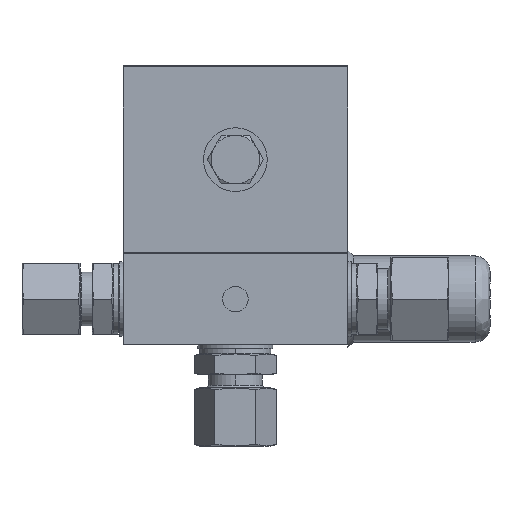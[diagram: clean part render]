
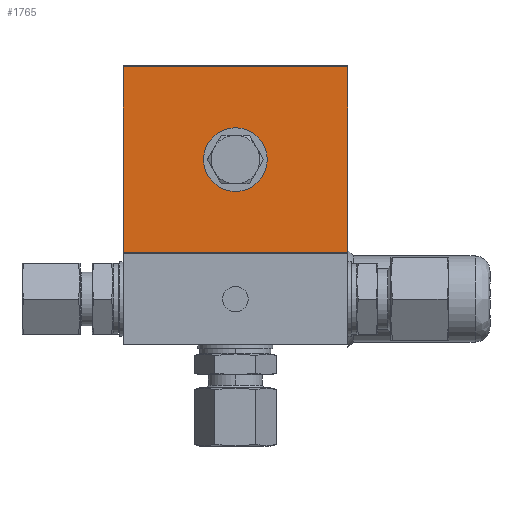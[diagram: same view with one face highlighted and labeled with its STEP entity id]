
A CAD part, front view. The second image highlights one B-rep face of the part: STEP entity #1765.
In plain terms, the highlighted planar face has unit normal (0, -1, 0).
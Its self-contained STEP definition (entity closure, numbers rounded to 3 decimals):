
#206 = ORIENTED_EDGE ( 'NONE', *, *, #2710, .T. ) ;
#308 = CIRCLE ( 'NONE', #10631, 8.5 ) ;
#345 = DIRECTION ( 'NONE',  ( 0., 0., -1. ) ) ;
#500 = ORIENTED_EDGE ( 'NONE', *, *, #9570, .F. ) ;
#555 = VERTEX_POINT ( 'NONE', #5257 ) ;
#628 = ORIENTED_EDGE ( 'NONE', *, *, #1904, .F. ) ;
#971 = CARTESIAN_POINT ( 'NONE',  ( 19.664, 2.697, -33.498 ) ) ;
#1186 = DIRECTION ( 'NONE',  ( 0., 1., 0. ) ) ;
#1321 = CIRCLE ( 'NONE', #9005, 8.5 ) ;
#1383 = DIRECTION ( 'NONE',  ( 0., 0., 1. ) ) ;
#1531 = FACE_BOUND ( 'NONE', #6838, .T. ) ;
#1588 = FACE_OUTER_BOUND ( 'NONE', #7398, .T. ) ;
#1765 = ADVANCED_FACE ( 'NONE', ( #1531, #1588 ), #2264, .F. ) ;
#1874 = VERTEX_POINT ( 'NONE', #8986 ) ;
#1904 = EDGE_CURVE ( 'NONE', #3139, #555, #1321, .T. ) ;
#2264 = PLANE ( 'NONE',  #3246 ) ;
#2379 = CARTESIAN_POINT ( 'NONE',  ( -40.336, 2.697, 16.002 ) ) ;
#2710 = EDGE_CURVE ( 'NONE', #8156, #6502, #9865, .T. ) ;
#2848 = EDGE_CURVE ( 'NONE', #6502, #7905, #9523, .T. ) ;
#3010 = DIRECTION ( 'NONE',  ( -1., 0., 0. ) ) ;
#3139 = VERTEX_POINT ( 'NONE', #7487 ) ;
#3223 = DIRECTION ( 'NONE',  ( 1., 0., 0. ) ) ;
#3246 = AXIS2_PLACEMENT_3D ( 'NONE', #2379, #1186, #1383 ) ;
#3602 = VECTOR ( 'NONE', #345, 1000. ) ;
#3779 = LINE ( 'NONE', #10188, #3602 ) ;
#4220 = CARTESIAN_POINT ( 'NONE',  ( -10.336, 2.697, -8.748 ) ) ;
#4225 = CARTESIAN_POINT ( 'NONE',  ( -40.336, 2.697, -33.498 ) ) ;
#5057 = EDGE_CURVE ( 'NONE', #1874, #8156, #3779, .T. ) ;
#5081 = DIRECTION ( 'NONE',  ( 1., 0., 0. ) ) ;
#5257 = CARTESIAN_POINT ( 'NONE',  ( -18.836, 2.697, -8.748 ) ) ;
#6502 = VERTEX_POINT ( 'NONE', #971 ) ;
#6766 = EDGE_CURVE ( 'NONE', #7905, #1874, #8857, .T. ) ;
#6838 = EDGE_LOOP ( 'NONE', ( #628, #500 ) ) ;
#7398 = EDGE_LOOP ( 'NONE', ( #206, #8304, #8260, #8566 ) ) ;
#7487 = CARTESIAN_POINT ( 'NONE',  ( -1.836, 2.697, -8.748 ) ) ;
#7669 = DIRECTION ( 'NONE',  ( 1., 0., 0. ) ) ;
#7701 = DIRECTION ( 'NONE',  ( 0., -1., 0. ) ) ;
#7743 = CARTESIAN_POINT ( 'NONE',  ( -10.336, 2.697, -8.748 ) ) ;
#7797 = CARTESIAN_POINT ( 'NONE',  ( 19.664, 2.697, 16.002 ) ) ;
#7905 = VERTEX_POINT ( 'NONE', #7797 ) ;
#8104 = CARTESIAN_POINT ( 'NONE',  ( -40.336, 2.697, 16.002 ) ) ;
#8156 = VERTEX_POINT ( 'NONE', #9082 ) ;
#8260 = ORIENTED_EDGE ( 'NONE', *, *, #6766, .T. ) ;
#8304 = ORIENTED_EDGE ( 'NONE', *, *, #2848, .T. ) ;
#8566 = ORIENTED_EDGE ( 'NONE', *, *, #5057, .T. ) ;
#8857 = LINE ( 'NONE', #8104, #9101 ) ;
#8977 = DIRECTION ( 'NONE',  ( 0., 0., 1. ) ) ;
#8986 = CARTESIAN_POINT ( 'NONE',  ( -40.336, 2.697, 16.002 ) ) ;
#9005 = AXIS2_PLACEMENT_3D ( 'NONE', #7743, #7701, #7669 ) ;
#9082 = CARTESIAN_POINT ( 'NONE',  ( -40.336, 2.697, -33.498 ) ) ;
#9101 = VECTOR ( 'NONE', #3010, 1000. ) ;
#9504 = VECTOR ( 'NONE', #8977, 1000. ) ;
#9523 = LINE ( 'NONE', #9651, #9504 ) ;
#9570 = EDGE_CURVE ( 'NONE', #555, #3139, #308, .T. ) ;
#9651 = CARTESIAN_POINT ( 'NONE',  ( 19.664, 2.697, -33.498 ) ) ;
#9847 = VECTOR ( 'NONE', #3223, 1000. ) ;
#9865 = LINE ( 'NONE', #4225, #9847 ) ;
#10172 = DIRECTION ( 'NONE',  ( 0., -1., 0. ) ) ;
#10188 = CARTESIAN_POINT ( 'NONE',  ( -40.336, 2.697, -33.498 ) ) ;
#10631 = AXIS2_PLACEMENT_3D ( 'NONE', #4220, #10172, #5081 ) ;
